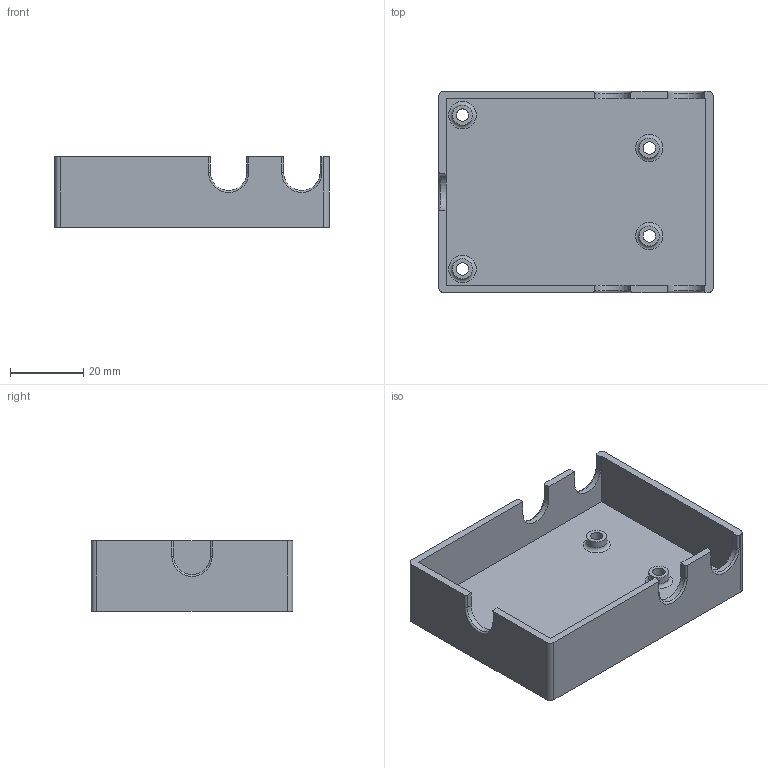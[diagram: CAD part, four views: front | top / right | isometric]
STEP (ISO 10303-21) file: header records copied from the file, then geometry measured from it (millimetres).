
FILE_DESCRIPTION(('FreeCAD Model'),'2;1');
FILE_NAME('Open CASCADE Shape Model','2026-01-04T13:57:19',(''),(''), 'Open CASCADE STEP processor 7.9','FreeCAD','Unknown');
FILE_SCHEMA(('AUTOMOTIVE_DESIGN { 1 0 10303 214 1 1 1 1 }'));
Length unit declared in the file: millimetre
Products named in the file (1): Bottom
Bounding box: 75 x 55 x 19.21 mm (x, y, z)
Volume: 23078.2 mm3; surface area: 16710 mm2
Topology: 1 solids, 1 shells, 77 faces, 183 edges, 116 vertices
Faces by surface type: plane 33, cylinder 31, torus 13
Full cylindrical faces by diameter (mm): 3.4 x4, 5.5 x4, 6.1 x4
Entity records: 2274 total; most frequent: DIRECTION 422, CARTESIAN_POINT 377, ORIENTED_EDGE 366, EDGE_CURVE 183, AXIS2_PLACEMENT_3D 161, VERTEX_POINT 116, LINE 100, VECTOR 100
